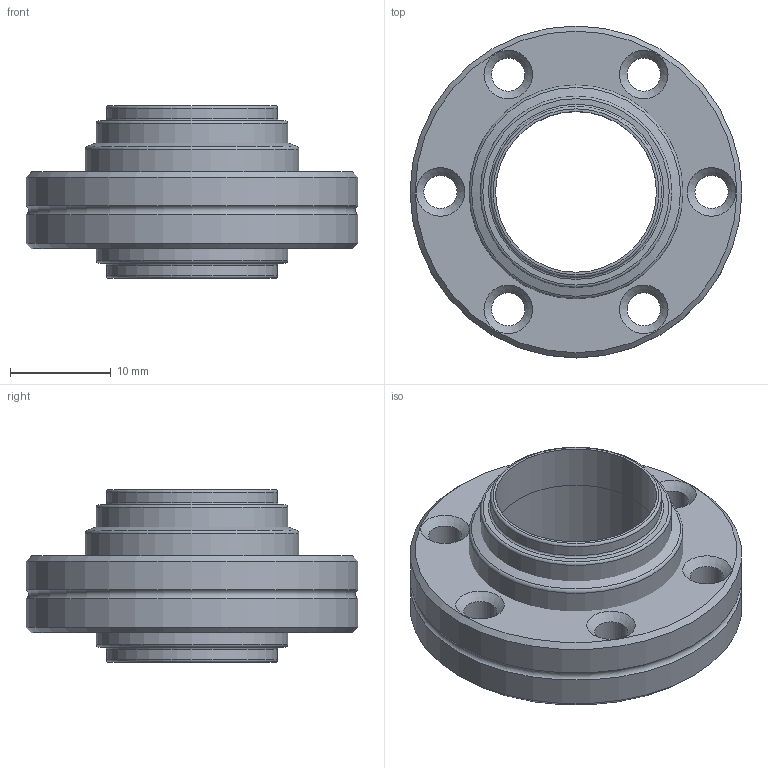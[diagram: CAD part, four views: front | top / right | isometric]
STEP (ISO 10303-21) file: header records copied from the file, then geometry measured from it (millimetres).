
FILE_DESCRIPTION( ( 'Unknown' ), '1' );
FILE_NAME( 'F0133X075RMW.stp', 'Unknown', ( 'Unknown' ), ( 'Unknown' ), 'XStep 1.0', 'Unknown', ' ' );
FILE_SCHEMA( ( 'CONFIG_CONTROL_DESIGN' ) );
Length unit declared in the file: millimetre
Products named in the file (3): Assem1; P0000432; P0001598
Bounding box: 33.02 x 33.02 x 17.2 mm (x, y, z)
Volume: 9524.6 mm3; surface area: 8880.1 mm2
Topology: 4 solids, 4 shells, 100 faces, 212 edges, 126 vertices
Faces by surface type: cone 34, cylinder 28, torus 24, plane 14
Full cylindrical faces by diameter (mm): 3.307 x12, 16.002 x2, 17.018 x2, 19.05 x2, 19.406 x2, 21.285 x2, 21.412 x2, 33.02 x4
Entity records: 1234 total; most frequent: DIRECTION 218, CARTESIAN_POINT 165, EDGE_LOOP 112, ORIENTED_EDGE 112, AXIS2_PLACEMENT_3D 109, FACE_OUTER_BOUND 76, EDGE_CURVE 56, VERTEX_POINT 56
